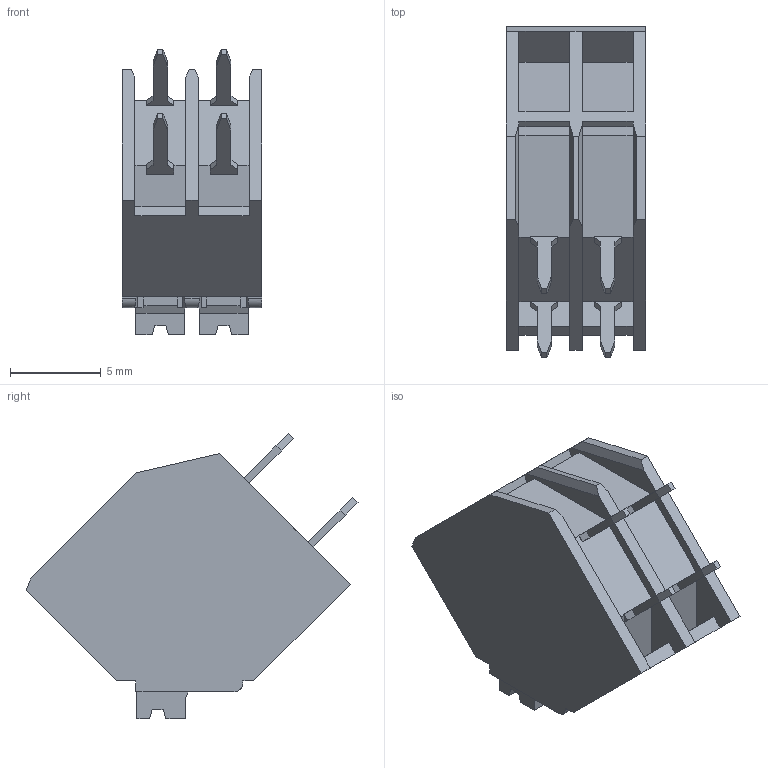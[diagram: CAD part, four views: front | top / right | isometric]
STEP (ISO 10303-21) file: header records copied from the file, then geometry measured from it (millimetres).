
FILE_DESCRIPTION((''),'2;1');
FILE_NAME('PRT0001','2023-03-16T13:04:51',('Administrator'),(''),'CREO PARAMETRIC BY PTC INC, 2017260','CREO PARAMETRIC BY PTC INC, 2017260','');
FILE_SCHEMA(('CONFIG_CONTROL_DESIGN'));
Length unit declared in the file: millimetre
Products named in the file (1): PRT0001
Bounding box: 7.7 x 18.31 x 15.77 mm (x, y, z)
Volume: 985.8 mm3; surface area: 915.2 mm2
Topology: 1 solids, 1 shells, 176 faces, 513 edges, 341 vertices
Faces by surface type: plane 164, cylinder 11, bspline 1
Entity records: 5868 total; most frequent: CARTESIAN_POINT 1175, ORIENTED_EDGE 1026, DIRECTION 881, EDGE_CURVE 513, VECTOR 449, LINE 449, VERTEX_POINT 341, AXIS2_PLACEMENT_3D 216
